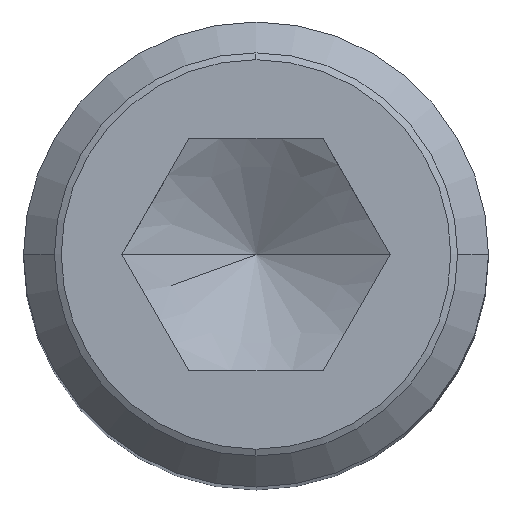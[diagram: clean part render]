
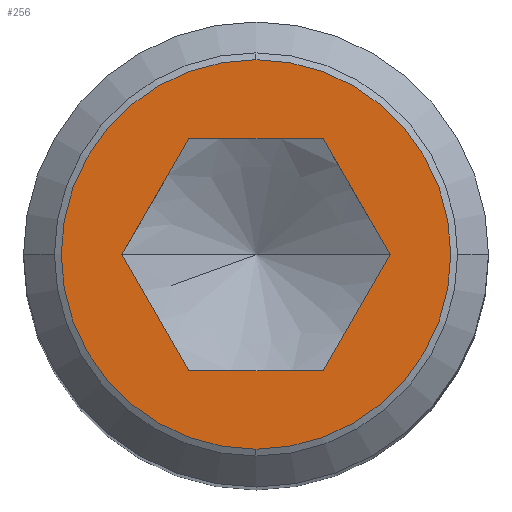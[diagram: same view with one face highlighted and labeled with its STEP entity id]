
A CAD part, top view. The second image highlights one B-rep face of the part: STEP entity #256.
In plain terms, the highlighted planar face has unit normal (0, 0, 1).
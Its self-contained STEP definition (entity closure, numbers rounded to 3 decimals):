
#160=EDGE_CURVE('',#326,#204,#380,.T.);
#172=VERTEX_POINT('',#394);
#174=EDGE_CURVE('',#288,#200,#396,.T.);
#194=EDGE_CURVE('',#200,#242,#416,.T.);
#200=VERTEX_POINT('',#423);
#204=VERTEX_POINT('',#428);
#232=EDGE_CURVE('',#204,#326,#460,.T.);
#236=EDGE_CURVE('',#242,#320,#464,.T.);
#242=VERTEX_POINT('',#470);
#256=ADVANCED_FACE('',(#488,#489),#490,.T.);
#272=EDGE_CURVE('',#296,#288,#507,.T.);
#288=VERTEX_POINT('',#525);
#292=EDGE_CURVE('',#172,#296,#529,.T.);
#296=VERTEX_POINT('',#533);
#312=EDGE_CURVE('',#320,#172,#550,.T.);
#320=VERTEX_POINT('',#559);
#326=VERTEX_POINT('',#566);
#380=CIRCLE('',#639,4.188);
#394=CARTESIAN_POINT('',(1.443,-2.5,0.));
#396=LINE('',#666,#667);
#416=LINE('',#694,#695);
#423=CARTESIAN_POINT('',(-1.443,2.5,0.));
#428=CARTESIAN_POINT('',(0.,4.188,0.));
#460=CIRCLE('',#761,4.188);
#464=LINE('',#768,#769);
#470=CARTESIAN_POINT('',(1.443,2.5,0.));
#488=FACE_BOUND('',#805,.T.);
#489=FACE_OUTER_BOUND('',#806,.T.);
#490=PLANE('',#807);
#507=LINE('',#830,#831);
#525=CARTESIAN_POINT('',(-2.887,0.0,0.));
#529=LINE('',#868,#869);
#533=CARTESIAN_POINT('',(-1.443,-2.5,0.));
#550=LINE('',#900,#901);
#559=CARTESIAN_POINT('',(2.887,0.0,0.));
#566=CARTESIAN_POINT('',(0.,-4.188,0.));
#639=AXIS2_PLACEMENT_3D('',#962,#963,#964);
#666=CARTESIAN_POINT('',(-1.804,1.875,0.));
#667=VECTOR('',#982,1.0);
#694=CARTESIAN_POINT('',(0.722,2.5,0.));
#695=VECTOR('',#990,1.0);
#761=AXIS2_PLACEMENT_3D('',#1050,#1051,#1052);
#768=CARTESIAN_POINT('',(2.526,0.625,0.));
#769=VECTOR('',#1054,1.0);
#805=EDGE_LOOP('',(#1091,#1092,#1093,#1094,#1095,#1096));
#806=EDGE_LOOP('',(#1097,#1098));
#807=AXIS2_PLACEMENT_3D('',#1099,#1100,#1101);
#830=CARTESIAN_POINT('',(-2.526,-0.625,0.));
#831=VECTOR('',#1115,1.0);
#868=CARTESIAN_POINT('',(-0.722,-2.5,0.));
#869=VECTOR('',#1135,1.0);
#900=CARTESIAN_POINT('',(1.804,-1.875,0.));
#901=VECTOR('',#1151,1.0);
#962=CARTESIAN_POINT('',(0.,0.,0.));
#963=DIRECTION('',(0.0,0.0,1.0));
#964=DIRECTION('',(0.,1.0,0.0));
#982=DIRECTION('',(0.5,0.866,0.));
#990=DIRECTION('',(1.0,0.0,0.0));
#1050=CARTESIAN_POINT('',(0.,0.,0.));
#1051=DIRECTION('',(0.0,0.0,1.0));
#1052=DIRECTION('',(0.,1.0,0.0));
#1054=DIRECTION('',(0.5,-0.866,0.));
#1091=ORIENTED_EDGE('',*,*,#272,.T.);
#1092=ORIENTED_EDGE('',*,*,#174,.T.);
#1093=ORIENTED_EDGE('',*,*,#194,.T.);
#1094=ORIENTED_EDGE('',*,*,#236,.T.);
#1095=ORIENTED_EDGE('',*,*,#312,.T.);
#1096=ORIENTED_EDGE('',*,*,#292,.T.);
#1097=ORIENTED_EDGE('',*,*,#232,.T.);
#1098=ORIENTED_EDGE('',*,*,#160,.T.);
#1099=CARTESIAN_POINT('',(-3.569,0.,0.));
#1100=DIRECTION('',(0.0,0.0,1.0));
#1101=DIRECTION('',(-1.0,0.,0.0));
#1115=DIRECTION('',(-0.5,0.866,0.));
#1135=DIRECTION('',(-1.0,0.0,0.0));
#1151=DIRECTION('',(-0.5,-0.866,0.));
